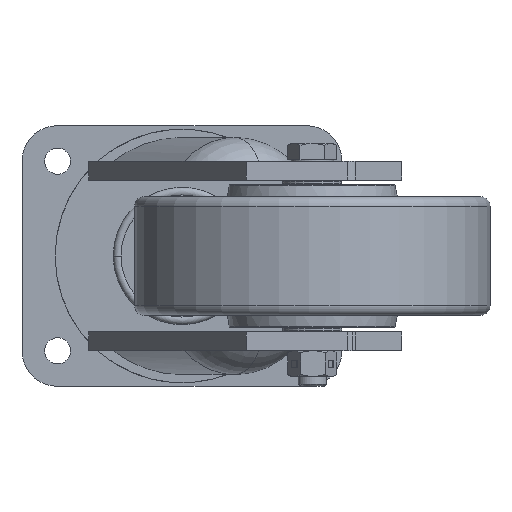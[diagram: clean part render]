
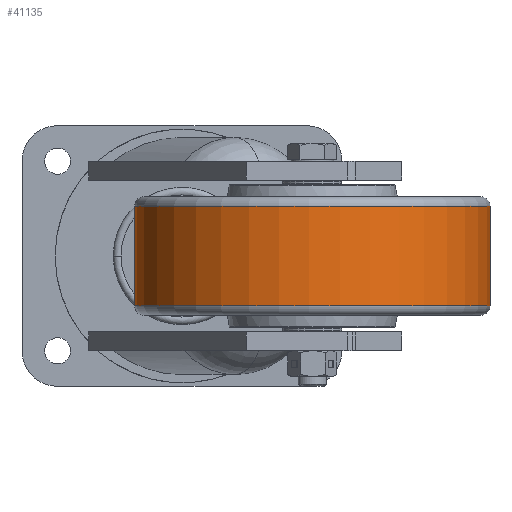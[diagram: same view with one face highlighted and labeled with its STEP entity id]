
A CAD part, front view. The second image highlights one B-rep face of the part: STEP entity #41135.
In plain terms, the highlighted cylindrical face has radius 75 mm (diameter 150 mm), a partial arc.
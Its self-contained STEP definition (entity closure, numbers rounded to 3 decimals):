
#1642 = CARTESIAN_POINT ( 'NONE',  ( 55., -125., -21. ) ) ;
#2027 = CARTESIAN_POINT ( 'NONE',  ( 129.99, -126.219, 0. ) ) ;
#2585 = ORIENTED_EDGE ( 'NONE', *, *, #36385, .T. ) ;
#4936 = DIRECTION ( 'NONE',  ( -1., 0.016, 0. ) ) ;
#5638 = VERTEX_POINT ( 'NONE', #35581 ) ;
#6167 = CARTESIAN_POINT ( 'NONE',  ( 55., -125., 21. ) ) ;
#9342 = CYLINDRICAL_SURFACE ( 'NONE', #19454, 75. ) ;
#9422 = DIRECTION ( 'NONE',  ( 1., -0.016, 0. ) ) ;
#9777 = DIRECTION ( 'NONE',  ( 0., 0., -1. ) ) ;
#11221 = VECTOR ( 'NONE', #34703, 1000. ) ;
#11289 = CIRCLE ( 'NONE', #29816, 75. ) ;
#12667 = DIRECTION ( 'NONE',  ( 0., 0., -1. ) ) ;
#12699 = CARTESIAN_POINT ( 'NONE',  ( -19.99, -123.781, -21. ) ) ;
#13603 = ORIENTED_EDGE ( 'NONE', *, *, #39218, .F. ) ;
#15284 = CARTESIAN_POINT ( 'NONE',  ( 129.99, -126.219, 21. ) ) ;
#16368 = EDGE_CURVE ( 'NONE', #28215, #33380, #11289, .T. ) ;
#17954 = LINE ( 'NONE', #36072, #35334 ) ;
#19454 = AXIS2_PLACEMENT_3D ( 'NONE', #32095, #12667, #25812 ) ;
#20639 = CARTESIAN_POINT ( 'NONE',  ( -19.99, -123.781, 21. ) ) ;
#22882 = CIRCLE ( 'NONE', #39507, 75. ) ;
#24089 = ORIENTED_EDGE ( 'NONE', *, *, #24264, .T. ) ;
#24264 = EDGE_CURVE ( 'NONE', #33380, #30186, #17954, .T. ) ;
#24321 = ORIENTED_EDGE ( 'NONE', *, *, #16368, .T. ) ;
#24474 = DIRECTION ( 'NONE',  ( 0., 0., 1. ) ) ;
#25812 = DIRECTION ( 'NONE',  ( -1., 0.016, 0. ) ) ;
#26026 = EDGE_LOOP ( 'NONE', ( #13603, #24321, #24089, #2585 ) ) ;
#28215 = VERTEX_POINT ( 'NONE', #15284 ) ;
#29012 = DIRECTION ( 'NONE',  ( 0., 0., -1. ) ) ;
#29806 = FACE_OUTER_BOUND ( 'NONE', #26026, .T. ) ;
#29816 = AXIS2_PLACEMENT_3D ( 'NONE', #6167, #29012, #9422 ) ;
#30186 = VERTEX_POINT ( 'NONE', #12699 ) ;
#31660 = LINE ( 'NONE', #2027, #11221 ) ;
#32095 = CARTESIAN_POINT ( 'NONE',  ( 55., -125., 0. ) ) ;
#33380 = VERTEX_POINT ( 'NONE', #20639 ) ;
#34703 = DIRECTION ( 'NONE',  ( 0., 0., -1. ) ) ;
#35334 = VECTOR ( 'NONE', #9777, 1000. ) ;
#35581 = CARTESIAN_POINT ( 'NONE',  ( 129.99, -126.219, -21. ) ) ;
#36072 = CARTESIAN_POINT ( 'NONE',  ( -19.99, -123.781, 0. ) ) ;
#36385 = EDGE_CURVE ( 'NONE', #30186, #5638, #22882, .T. ) ;
#39218 = EDGE_CURVE ( 'NONE', #28215, #5638, #31660, .T. ) ;
#39507 = AXIS2_PLACEMENT_3D ( 'NONE', #1642, #24474, #4936 ) ;
#41135 = ADVANCED_FACE ( 'NONE', ( #29806 ), #9342, .T. ) ;
